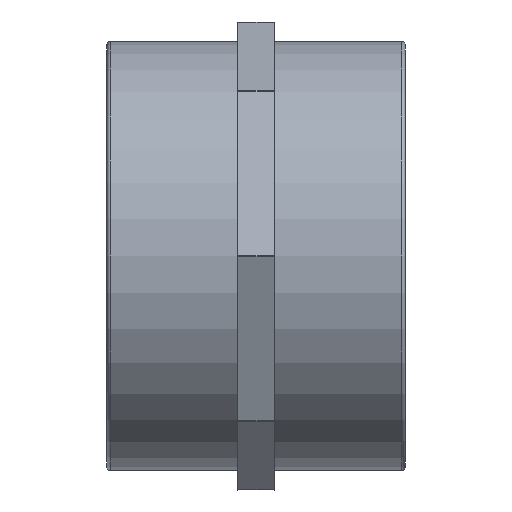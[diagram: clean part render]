
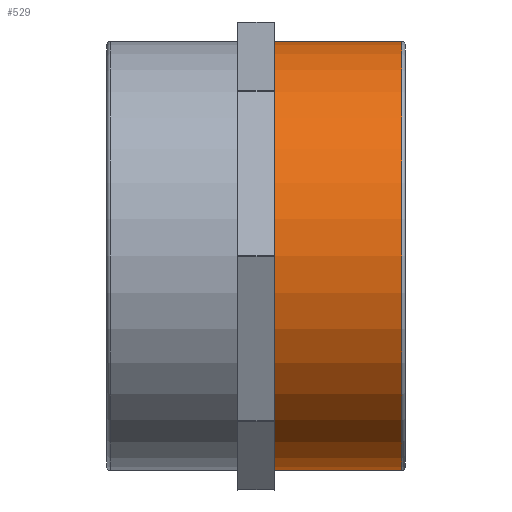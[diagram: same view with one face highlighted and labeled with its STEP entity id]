
A CAD part, front view. The second image highlights one B-rep face of the part: STEP entity #529.
In plain terms, the highlighted cylindrical face has radius 64.5 mm (diameter 129 mm), a full revolution.
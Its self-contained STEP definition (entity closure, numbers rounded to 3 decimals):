
#44=LINE('',#936,#81);
#81=VECTOR('',#767,64.5);
#98=CYLINDRICAL_SURFACE('',#612,64.5);
#144=FACE_OUTER_BOUND('',#178,.T.);
#178=EDGE_LOOP('',(#449,#450,#451,#452,#453));
#222=CIRCLE('',#610,64.5);
#223=CIRCLE('',#611,64.5);
#224=CIRCLE('',#613,64.5);
#273=VERTEX_POINT('',#929);
#274=VERTEX_POINT('',#931);
#275=VERTEX_POINT('',#935);
#340=EDGE_CURVE('',#273,#274,#222,.T.);
#341=EDGE_CURVE('',#274,#273,#223,.T.);
#342=EDGE_CURVE('',#274,#275,#44,.T.);
#343=EDGE_CURVE('',#275,#275,#224,.T.);
#449=ORIENTED_EDGE('',*,*,#341,.F.);
#450=ORIENTED_EDGE('',*,*,#342,.T.);
#451=ORIENTED_EDGE('',*,*,#343,.T.);
#452=ORIENTED_EDGE('',*,*,#342,.F.);
#453=ORIENTED_EDGE('',*,*,#340,.F.);
#529=ADVANCED_FACE('',(#144),#98,.T.);
#610=AXIS2_PLACEMENT_3D('',#932,#761,#762);
#611=AXIS2_PLACEMENT_3D('',#933,#763,#764);
#612=AXIS2_PLACEMENT_3D('',#934,#765,#766);
#613=AXIS2_PLACEMENT_3D('',#937,#768,#769);
#761=DIRECTION('center_axis',(1.,0.,0.));
#762=DIRECTION('ref_axis',(0.,-1.,0.));
#763=DIRECTION('center_axis',(1.,0.,0.));
#764=DIRECTION('ref_axis',(0.,-1.,0.));
#765=DIRECTION('center_axis',(1.,0.,0.));
#766=DIRECTION('ref_axis',(0.,1.,0.));
#767=DIRECTION('',(-1.,0.,0.));
#768=DIRECTION('center_axis',(1.,0.,0.));
#769=DIRECTION('ref_axis',(0.,1.,0.));
#929=CARTESIAN_POINT('',(43.8,0.,64.5));
#931=CARTESIAN_POINT('',(43.8,-64.5,0.));
#932=CARTESIAN_POINT('Origin',(43.8,0.,0.));
#933=CARTESIAN_POINT('Origin',(43.8,0.,0.));
#934=CARTESIAN_POINT('Origin',(0.,0.,0.));
#935=CARTESIAN_POINT('',(5.5,-64.5,0.));
#936=CARTESIAN_POINT('',(0.,-64.5,0.));
#937=CARTESIAN_POINT('Origin',(5.5,0.,0.));
